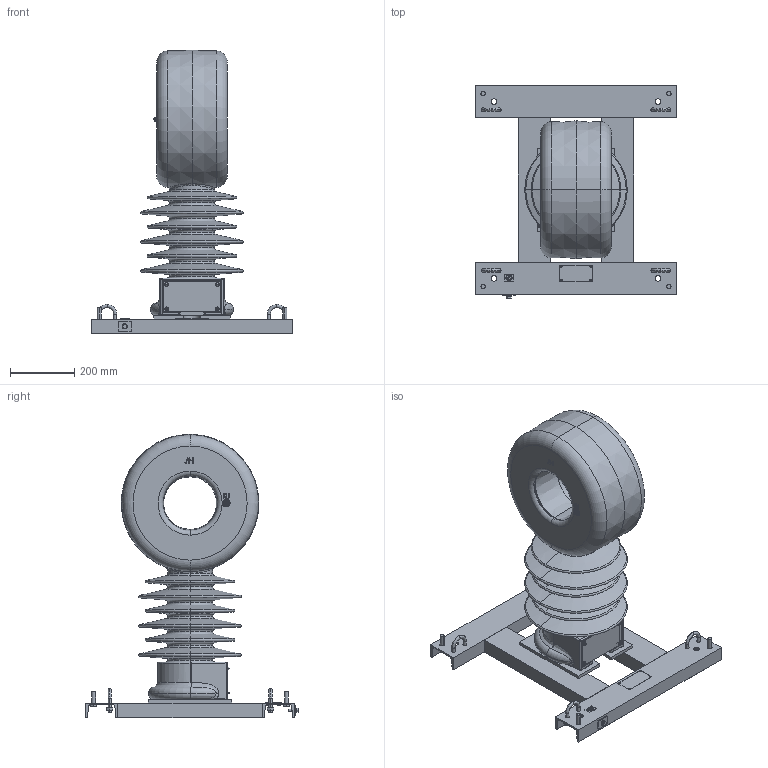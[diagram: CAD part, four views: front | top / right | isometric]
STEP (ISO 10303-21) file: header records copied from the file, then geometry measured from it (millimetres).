
FILE_DESCRIPTION (( 'STEP AP214' ), '1' );
FILE_NAME ('霰迖.671236.001.STEP', '2023-03-16T05:42:46', ( '' ), ( '' ), 'SwSTEP 2.0', 'SolidWorks 2010', '' );
FILE_SCHEMA (( 'AUTOMOTIVE_DESIGN' ));
Length unit declared in the file: millimetre
Products named in the file (1): 霰迖.671236.001
Bounding box: 630 x 663.9 x 885 mm (x, y, z)
Volume: 37870143.8 mm3; surface area: 3579836.1 mm2
Topology: 80 solids, 92 shells, 2033 faces, 4801 edges, 3015 vertices
Faces by surface type: plane 742, cylinder 578, cone 327, torus 301, bspline 47, sphere 38
Entity records: 89836 total; most frequent: CARTESIAN_POINT 19181, DIRECTION 10396, ORIENTED_EDGE 9566, EDGE_CURVE 4783, AXIS2_PLACEMENT_3D 4240, VERTEX_POINT 3015, EDGE_LOOP 2282, CIRCLE 2253
